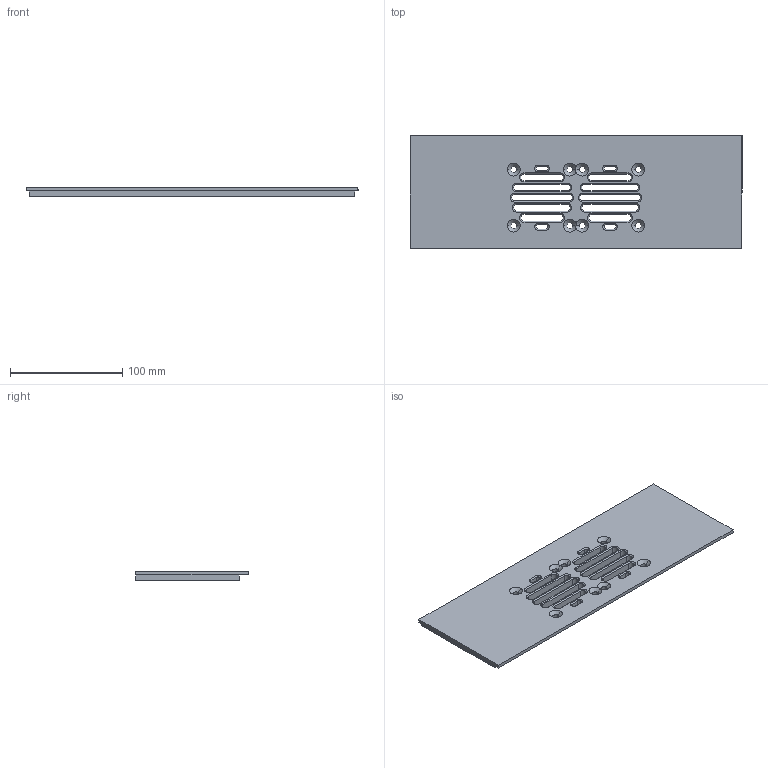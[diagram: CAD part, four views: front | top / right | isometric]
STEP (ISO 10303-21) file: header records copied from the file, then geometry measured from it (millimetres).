
FILE_DESCRIPTION (( 'STEP AP203' ), '1' );
FILE_NAME ('Planche de devant.STEP', '2019-10-03T15:29:48', ( '' ), ( '' ), 'SwSTEP 2.0', 'SolidWorks 2018', '' );
FILE_SCHEMA (( 'CONFIG_CONTROL_DESIGN' ));
Length unit declared in the file: millimetre
Products named in the file (1): Planche de devant
Bounding box: 296 x 100 x 8 mm (x, y, z)
Volume: 196338.1 mm3; surface area: 68426.4 mm2
Topology: 1 solids, 1 shells, 182 faces, 458 edges, 276 vertices
Faces by surface type: plane 66, cone 58, cylinder 58
Entity records: 5561 total; most frequent: DIRECTION 994, CARTESIAN_POINT 929, ORIENTED_EDGE 916, EDGE_CURVE 458, AXIS2_PLACEMENT_3D 357, VECTOR 280, LINE 280, VERTEX_POINT 276
